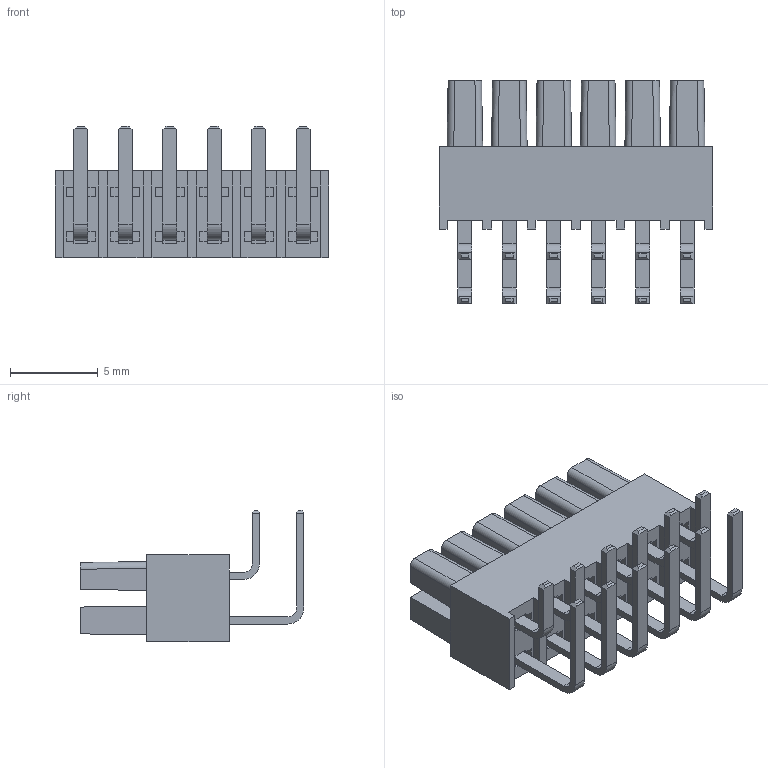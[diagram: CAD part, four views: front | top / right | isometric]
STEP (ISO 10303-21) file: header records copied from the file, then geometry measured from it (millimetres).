
FILE_DESCRIPTION(('STEP AP242'),'1');
FILE_NAME('ips1-106-01-l-d-ra.stp','2023-08-16T08:47:33',('TraceParts'),('TraceParts S.A.'),'Spatial InterOp 3D',' ',' ');
FILE_SCHEMA(('AP242_MANAGED_MODEL_BASED_3D_ENGINEERING_MIM_LF {1 0 10303 442 1 1 4}'));
Length unit declared in the file: millimetre
Products named in the file (1): ips1-106-01-l-d-ra
Bounding box: 15.62 x 12.78 x 7.49 mm (x, y, z)
Volume: 446.8 mm3; surface area: 1220.8 mm2
Topology: 1 solids, 1 shells, 570 faces, 1560 edges, 1040 vertices
Faces by surface type: plane 534, cylinder 36
Entity records: 22312 total; most frequent: CARTESIAN_POINT 3171, ORIENTED_EDGE 3120, DIRECTION 2774, EDGE_CURVE 1560, LINE 1488, VECTOR 1488, VERTEX_POINT 1040, AXIS2_PLACEMENT_3D 643
